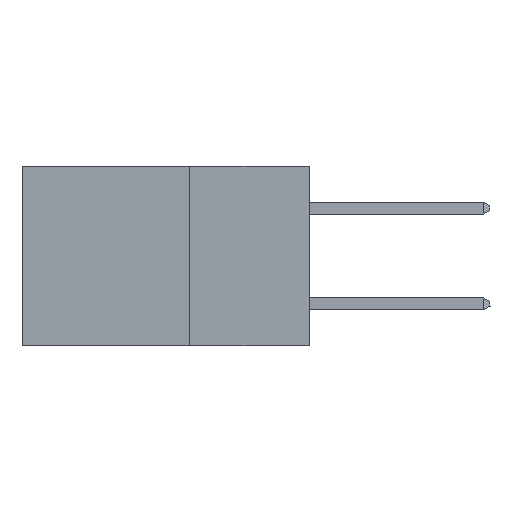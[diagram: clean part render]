
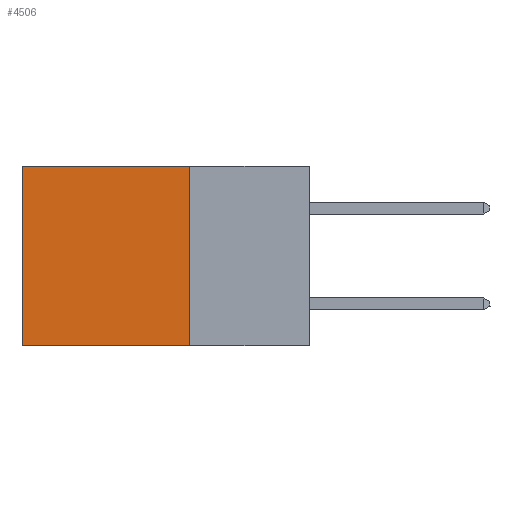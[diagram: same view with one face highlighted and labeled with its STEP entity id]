
A CAD part, left-side view. The second image highlights one B-rep face of the part: STEP entity #4506.
In plain terms, the highlighted planar face has unit normal (-1, 0, 0).
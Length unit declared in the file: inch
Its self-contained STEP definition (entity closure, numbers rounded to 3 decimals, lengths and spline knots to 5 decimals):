
#1515 = CARTESIAN_POINT ( 'NONE',  ( 0.2875, 0.6, -0.375 ) ) ;
#1817 = VECTOR ( 'NONE', #10642, 39.37008 ) ;
#2440 = EDGE_LOOP ( 'NONE', ( #9234, #2691, #12560, #5932 ) ) ;
#2691 = ORIENTED_EDGE ( 'NONE', *, *, #3389, .F. ) ;
#2998 = AXIS2_PLACEMENT_3D ( 'NONE', #4643, #6052, #15632 ) ;
#3255 = DIRECTION ( 'NONE',  ( 0., 1., 0. ) ) ;
#3389 = EDGE_CURVE ( 'NONE', #6787, #5538, #6225, .T. ) ;
#3425 = VERTEX_POINT ( 'NONE', #9844 ) ;
#3808 = EDGE_CURVE ( 'NONE', #13479, #5538, #10548, .T. ) ;
#4104 = CARTESIAN_POINT ( 'NONE',  ( 0.2875, 0.25, -0.375 ) ) ;
#4506 = ADVANCED_FACE ( 'NONE', ( #5424 ), #10686, .F. ) ;
#4572 = CARTESIAN_POINT ( 'NONE',  ( 0.2875, 0.25, 0. ) ) ;
#4643 = CARTESIAN_POINT ( 'NONE',  ( 0.2875, 0.25, -0.375 ) ) ;
#5424 = FACE_OUTER_BOUND ( 'NONE', #2440, .T. ) ;
#5429 = CARTESIAN_POINT ( 'NONE',  ( 0.2875, 0.25, -0.375 ) ) ;
#5538 = VERTEX_POINT ( 'NONE', #1515 ) ;
#5932 = ORIENTED_EDGE ( 'NONE', *, *, #6409, .T. ) ;
#6052 = DIRECTION ( 'NONE',  ( 1., 0., 0. ) ) ;
#6225 = LINE ( 'NONE', #13481, #9780 ) ;
#6409 = EDGE_CURVE ( 'NONE', #3425, #13479, #11547, .T. ) ;
#6787 = VERTEX_POINT ( 'NONE', #5429 ) ;
#7052 = CARTESIAN_POINT ( 'NONE',  ( 0.2875, 0.6, -0.375 ) ) ;
#7530 = DIRECTION ( 'NONE',  ( 0., 1., 0. ) ) ;
#9234 = ORIENTED_EDGE ( 'NONE', *, *, #3808, .T. ) ;
#9780 = VECTOR ( 'NONE', #7530, 39.37008 ) ;
#9844 = CARTESIAN_POINT ( 'NONE',  ( 0.2875, 0.25, 0. ) ) ;
#9962 = EDGE_CURVE ( 'NONE', #3425, #6787, #12903, .T. ) ;
#10015 = CARTESIAN_POINT ( 'NONE',  ( 0.2875, 0.6, 0. ) ) ;
#10092 = DIRECTION ( 'NONE',  ( 0., 0., -1. ) ) ;
#10548 = LINE ( 'NONE', #7052, #1817 ) ;
#10642 = DIRECTION ( 'NONE',  ( 0., 0., -1. ) ) ;
#10667 = VECTOR ( 'NONE', #10092, 39.37008 ) ;
#10686 = PLANE ( 'NONE',  #2998 ) ;
#11547 = LINE ( 'NONE', #4572, #15544 ) ;
#12560 = ORIENTED_EDGE ( 'NONE', *, *, #9962, .F. ) ;
#12903 = LINE ( 'NONE', #4104, #10667 ) ;
#13479 = VERTEX_POINT ( 'NONE', #10015 ) ;
#13481 = CARTESIAN_POINT ( 'NONE',  ( 0.2875, 0.25, -0.375 ) ) ;
#15544 = VECTOR ( 'NONE', #3255, 39.37008 ) ;
#15632 = DIRECTION ( 'NONE',  ( 0., 0., -1. ) ) ;
